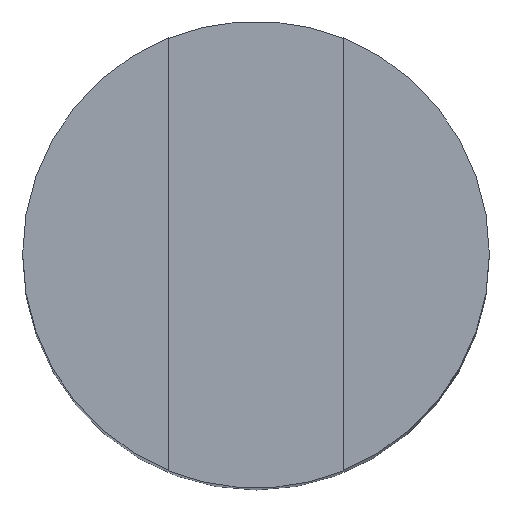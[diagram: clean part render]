
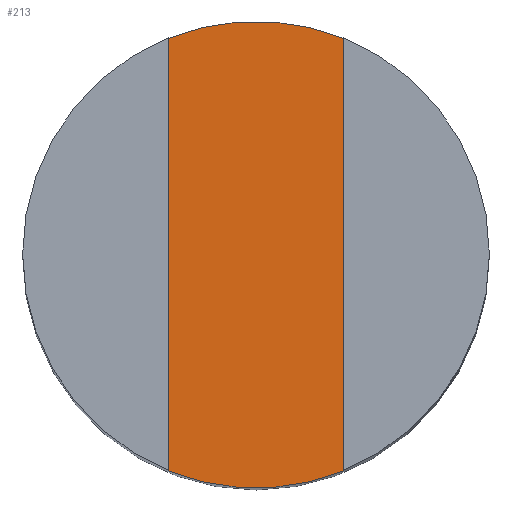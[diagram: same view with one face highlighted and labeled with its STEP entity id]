
A CAD part, top view. The second image highlights one B-rep face of the part: STEP entity #213.
In plain terms, the highlighted planar face has unit normal (0, 0, 1).
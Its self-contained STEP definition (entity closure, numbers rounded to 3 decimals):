
#78=CARTESIAN_POINT('',(0.75,-1.854,10.));
#79=VERTEX_POINT('',#78);
#86=CARTESIAN_POINT('',(-0.75,-1.854,10.));
#87=VERTEX_POINT('',#86);
#88=CARTESIAN_POINT('',(0.,0.,10.));
#89=DIRECTION('',(0.375,-0.927,0.));
#90=DIRECTION('',(0.,0.,-1.));
#91=AXIS2_PLACEMENT_3D('',#88,#90,#89);
#92=CIRCLE('',#91,2.);
#93=EDGE_CURVE('',#79,#87,#92,.T.);
#130=CARTESIAN_POINT('',(-0.75,1.854,10.));
#131=VERTEX_POINT('',#130);
#138=CARTESIAN_POINT('',(0.75,1.854,10.));
#139=VERTEX_POINT('',#138);
#140=CARTESIAN_POINT('',(0.,0.,10.));
#141=DIRECTION('',(-0.375,0.927,0.));
#142=DIRECTION('',(0.,0.,-1.));
#143=AXIS2_PLACEMENT_3D('',#140,#142,#141);
#144=CIRCLE('',#143,2.);
#145=EDGE_CURVE('',#131,#139,#144,.T.);
#188=CARTESIAN_POINT('',(-0.75,-1.854,10.));
#189=DIRECTION('',(0.,1.,0.));
#190=VECTOR('',#189,3.708);
#191=LINE('',#188,#190);
#192=EDGE_CURVE('',#87,#131,#191,.T.);
#197=CARTESIAN_POINT('',(0.,0.,10.));
#198=DIRECTION('',(-1.,0.,0.));
#199=DIRECTION('',(0.,0.,-1.));
#200=AXIS2_PLACEMENT_3D('',#197,#199,#198);
#201=PLANE('',#200);
#202=ORIENTED_EDGE('',*,*,#93,.T.);
#203=ORIENTED_EDGE('',*,*,#192,.T.);
#204=ORIENTED_EDGE('',*,*,#145,.T.);
#205=CARTESIAN_POINT('',(0.75,-1.854,10.));
#206=DIRECTION('',(0.,1.,0.));
#207=VECTOR('',#206,3.708);
#208=LINE('',#205,#207);
#209=EDGE_CURVE('',#79,#139,#208,.T.);
#210=ORIENTED_EDGE('E18',*,*,#209,.F.);
#211=EDGE_LOOP('',(#202,#203,#204,#210));
#212=FACE_OUTER_BOUND('',#211,.F.);
#213=ADVANCED_FACE('F5',(#212),#201,.F.);
